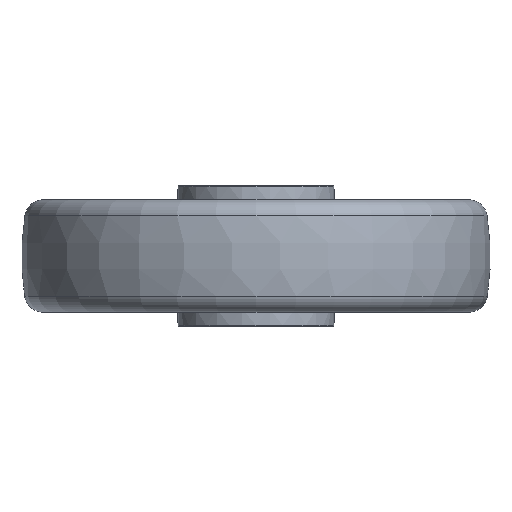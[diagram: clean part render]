
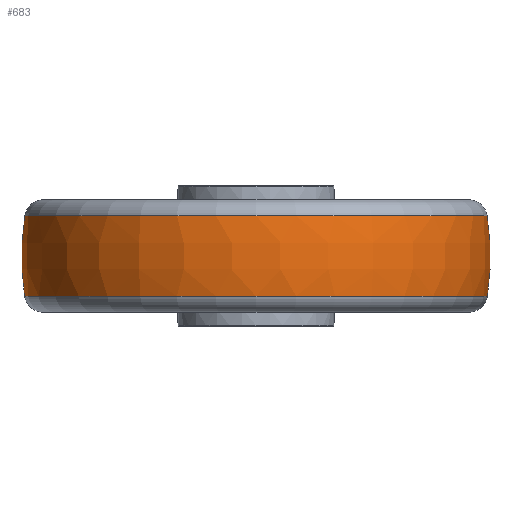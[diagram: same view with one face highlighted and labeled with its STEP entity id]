
A CAD part, front view. The second image highlights one B-rep face of the part: STEP entity #683.
In plain terms, the highlighted toroidal (fillet/blend) face has major radius 15 mm and minor radius 140 mm.
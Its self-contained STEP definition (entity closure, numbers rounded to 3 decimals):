
#1 = VERTEX_POINT ( 'NONE', #2174 ) ;
#109 = VERTEX_POINT ( 'NONE', #2030 ) ;
#208 = CIRCLE ( 'NONE', #3088, 140. ) ;
#384 = AXIS2_PLACEMENT_3D ( 'NONE', #1326, #768, #2690 ) ;
#574 = DIRECTION ( 'NONE',  ( 1., 0., 0. ) ) ;
#683 = ADVANCED_FACE ( 'NONE', ( #1844 ), #825, .T. ) ;
#768 = DIRECTION ( 'NONE',  ( 0., -1., 0. ) ) ;
#825 = TOROIDAL_SURFACE ( 'NONE', #2458, -15., 140. ) ;
#1173 = ORIENTED_EDGE ( 'NONE', *, *, #3490, .T. ) ;
#1303 = DIRECTION ( 'NONE',  ( 0., 0., 1. ) ) ;
#1326 = CARTESIAN_POINT ( 'NONE',  ( -15., 0., -0.329 ) ) ;
#1425 = ORIENTED_EDGE ( 'NONE', *, *, #2037, .F. ) ;
#1630 = DIRECTION ( 'NONE',  ( 0., 1., 0. ) ) ;
#1690 = EDGE_CURVE ( 'NONE', #3513, #2354, #208, .T. ) ;
#1844 = FACE_OUTER_BOUND ( 'NONE', #2032, .T. ) ;
#1943 = CARTESIAN_POINT ( 'NONE',  ( 15., 0., -0.329 ) ) ;
#2030 = CARTESIAN_POINT ( 'NONE',  ( 123.393, 0., -21.483 ) ) ;
#2032 = EDGE_LOOP ( 'NONE', ( #3093, #2777, #1173, #1425 ) ) ;
#2037 = EDGE_CURVE ( 'NONE', #2354, #1, #2320, .T. ) ;
#2124 = CARTESIAN_POINT ( 'NONE',  ( -123.292, 0., 21.475 ) ) ;
#2156 = AXIS2_PLACEMENT_3D ( 'NONE', #3361, #2924, #574 ) ;
#2174 = CARTESIAN_POINT ( 'NONE',  ( 123.292, 0., 21.475 ) ) ;
#2320 = CIRCLE ( 'NONE', #2156, 123.292 ) ;
#2354 = VERTEX_POINT ( 'NONE', #2124 ) ;
#2401 = CARTESIAN_POINT ( 'NONE',  ( 0., 0., -21.483 ) ) ;
#2458 = AXIS2_PLACEMENT_3D ( 'NONE', #2526, #2483, #3316 ) ;
#2483 = DIRECTION ( 'NONE',  ( 0., 0., 1. ) ) ;
#2526 = CARTESIAN_POINT ( 'NONE',  ( 0., 0., -0.329 ) ) ;
#2669 = CARTESIAN_POINT ( 'NONE',  ( -123.393, 0., -21.483 ) ) ;
#2673 = EDGE_CURVE ( 'NONE', #3513, #109, #2755, .T. ) ;
#2689 = AXIS2_PLACEMENT_3D ( 'NONE', #2401, #1303, #3516 ) ;
#2690 = DIRECTION ( 'NONE',  ( 0., 0., -1. ) ) ;
#2755 = CIRCLE ( 'NONE', #2689, 123.393 ) ;
#2777 = ORIENTED_EDGE ( 'NONE', *, *, #2673, .T. ) ;
#2924 = DIRECTION ( 'NONE',  ( 0., 0., 1. ) ) ;
#3064 = DIRECTION ( 'NONE',  ( -1., 0., 0. ) ) ;
#3088 = AXIS2_PLACEMENT_3D ( 'NONE', #1943, #1630, #3064 ) ;
#3093 = ORIENTED_EDGE ( 'NONE', *, *, #1690, .F. ) ;
#3316 = DIRECTION ( 'NONE',  ( 1., 0., 0. ) ) ;
#3361 = CARTESIAN_POINT ( 'NONE',  ( 0., 0., 21.475 ) ) ;
#3490 = EDGE_CURVE ( 'NONE', #109, #1, #3542, .T. ) ;
#3513 = VERTEX_POINT ( 'NONE', #2669 ) ;
#3516 = DIRECTION ( 'NONE',  ( 1., 0., 0. ) ) ;
#3542 = CIRCLE ( 'NONE', #384, 140. ) ;
